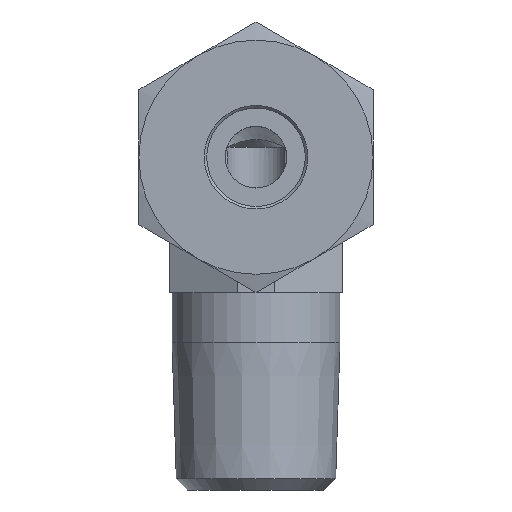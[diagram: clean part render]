
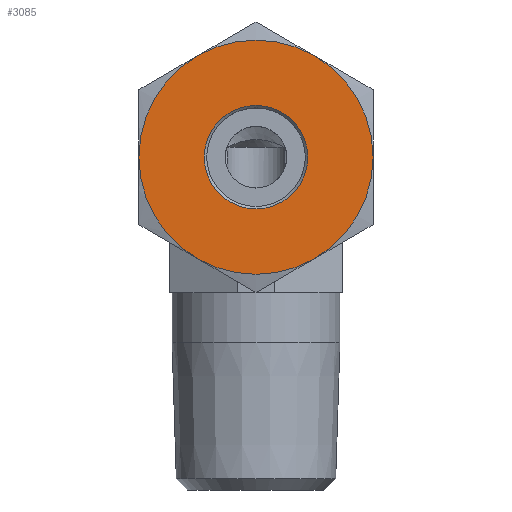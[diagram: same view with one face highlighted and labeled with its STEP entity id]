
A CAD part, front view. The second image highlights one B-rep face of the part: STEP entity #3085.
In plain terms, the highlighted face is planar.
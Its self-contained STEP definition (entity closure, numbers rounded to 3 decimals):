
#2989=CARTESIAN_POINT('',(4.2,0.,16.5));
#2990=VERTEX_POINT('',#2989);
#2991=CARTESIAN_POINT('',(0.0,0.0,16.5));
#2992=DIRECTION('',(0.0,0.0,1.0));
#2993=DIRECTION('',(-1.0,0.0,0.0));
#2994=AXIS2_PLACEMENT_3D('',#2991,#2992,#2993);
#2995=CIRCLE('',#2994,4.2);
#2996=EDGE_CURVE('',#2990,#2990,#2995,.T.);
#3021=CARTESIAN_POINT('',(0.,0.,16.5));
#3022=DIRECTION('',(0.0,0.0,1.0));
#3023=DIRECTION('',(1.0,0.0,0.0));
#3024=AXIS2_PLACEMENT_3D('',#3021,#3022,#3023);
#3025=PLANE('',#3024);
#3026=CARTESIAN_POINT('',(-4.75,-8.227,16.5));
#3027=VERTEX_POINT('',#3026);
#3028=CARTESIAN_POINT('',(4.75,-8.227,16.5));
#3029=VERTEX_POINT('',#3028);
#3030=CARTESIAN_POINT('',(0.0,0.0,16.5));
#3031=DIRECTION('',(0.0,0.0,1.0));
#3032=DIRECTION('',(-0.5,-0.866,0.0));
#3033=AXIS2_PLACEMENT_3D('',#3030,#3031,#3032);
#3034=CIRCLE('',#3033,9.5);
#3035=EDGE_CURVE('',#3027,#3029,#3034,.T.);
#3036=ORIENTED_EDGE('',*,*,#3035,.T.);
#3037=CARTESIAN_POINT('',(9.5,0.,16.5));
#3038=VERTEX_POINT('',#3037);
#3039=CARTESIAN_POINT('',(0.0,0.0,16.5));
#3040=DIRECTION('',(0.0,0.0,1.0));
#3041=DIRECTION('',(-0.5,-0.866,0.0));
#3042=AXIS2_PLACEMENT_3D('',#3039,#3040,#3041);
#3043=CIRCLE('',#3042,9.5);
#3044=EDGE_CURVE('',#3029,#3038,#3043,.T.);
#3045=ORIENTED_EDGE('',*,*,#3044,.T.);
#3046=CARTESIAN_POINT('',(4.75,8.227,16.5));
#3047=VERTEX_POINT('',#3046);
#3048=CARTESIAN_POINT('',(0.0,0.0,16.5));
#3049=DIRECTION('',(0.0,0.0,1.0));
#3050=DIRECTION('',(-0.5,-0.866,0.0));
#3051=AXIS2_PLACEMENT_3D('',#3048,#3049,#3050);
#3052=CIRCLE('',#3051,9.5);
#3053=EDGE_CURVE('',#3038,#3047,#3052,.T.);
#3054=ORIENTED_EDGE('',*,*,#3053,.T.);
#3055=CARTESIAN_POINT('',(-4.75,8.227,16.5));
#3056=VERTEX_POINT('',#3055);
#3057=CARTESIAN_POINT('',(0.0,0.0,16.5));
#3058=DIRECTION('',(0.0,0.0,1.0));
#3059=DIRECTION('',(-0.5,-0.866,0.0));
#3060=AXIS2_PLACEMENT_3D('',#3057,#3058,#3059);
#3061=CIRCLE('',#3060,9.5);
#3062=EDGE_CURVE('',#3047,#3056,#3061,.T.);
#3063=ORIENTED_EDGE('',*,*,#3062,.T.);
#3064=CARTESIAN_POINT('',(-9.5,0.0,16.5));
#3065=VERTEX_POINT('',#3064);
#3066=CARTESIAN_POINT('',(0.0,0.0,16.5));
#3067=DIRECTION('',(0.0,0.0,1.0));
#3068=DIRECTION('',(-0.5,-0.866,0.0));
#3069=AXIS2_PLACEMENT_3D('',#3066,#3067,#3068);
#3070=CIRCLE('',#3069,9.5);
#3071=EDGE_CURVE('',#3056,#3065,#3070,.T.);
#3072=ORIENTED_EDGE('',*,*,#3071,.T.);
#3073=CARTESIAN_POINT('',(0.0,0.0,16.5));
#3074=DIRECTION('',(0.0,0.0,1.0));
#3075=DIRECTION('',(-0.5,-0.866,0.0));
#3076=AXIS2_PLACEMENT_3D('',#3073,#3074,#3075);
#3077=CIRCLE('',#3076,9.5);
#3078=EDGE_CURVE('',#3065,#3027,#3077,.T.);
#3079=ORIENTED_EDGE('',*,*,#3078,.T.);
#3080=EDGE_LOOP('',(#3036,#3045,#3054,#3063,#3072,#3079));
#3081=FACE_OUTER_BOUND('',#3080,.T.);
#3082=ORIENTED_EDGE('',*,*,#2996,.F.);
#3083=EDGE_LOOP('',(#3082));
#3084=FACE_BOUND('',#3083,.T.);
#3085=ADVANCED_FACE('',(#3081,#3084),#3025,.T.);
